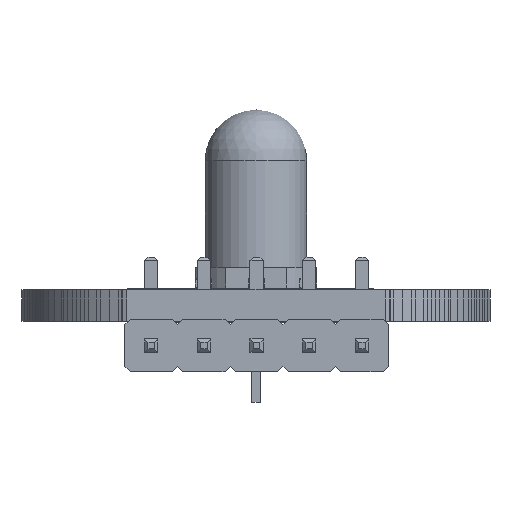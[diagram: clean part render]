
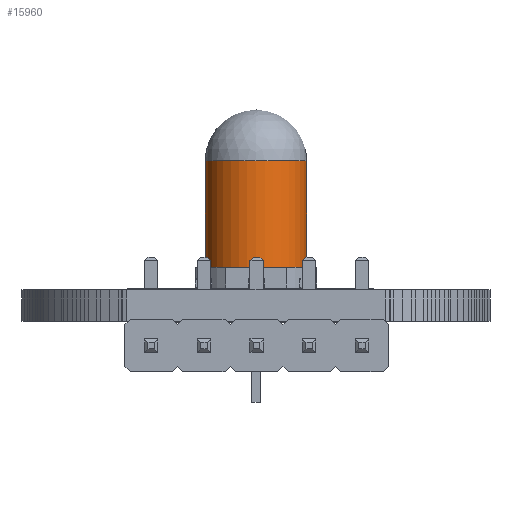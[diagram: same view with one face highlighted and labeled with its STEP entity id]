
A CAD part, front view. The second image highlights one B-rep face of the part: STEP entity #15960.
In plain terms, the highlighted cylindrical face has radius 2.45 mm (diameter 4.9 mm), a full revolution.
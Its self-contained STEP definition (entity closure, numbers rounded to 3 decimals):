
#237=CYLINDRICAL_SURFACE('',#16757,2.45);
#454=CIRCLE('',#16755,2.45);
#456=CIRCLE('',#16758,2.45);
#1023=FACE_OUTER_BOUND('',#1599,.T.);
#1599=EDGE_LOOP('',(#14603,#14604,#14605,#14606));
#3906=LINE('',#25712,#6224);
#6224=VECTOR('',#20522,2.45);
#8346=VERTEX_POINT('',#25705);
#8348=VERTEX_POINT('',#25710);
#10873=EDGE_CURVE('',#8346,#8346,#454,.T.);
#10875=EDGE_CURVE('',#8348,#8348,#456,.T.);
#10876=EDGE_CURVE('',#8348,#8346,#3906,.T.);
#14603=ORIENTED_EDGE('',*,*,#10875,.F.);
#14604=ORIENTED_EDGE('',*,*,#10876,.T.);
#14605=ORIENTED_EDGE('',*,*,#10873,.T.);
#14606=ORIENTED_EDGE('',*,*,#10876,.F.);
#15960=ADVANCED_FACE('',(#1023),#237,.T.);
#16755=AXIS2_PLACEMENT_3D('',#25706,#20514,#20515);
#16757=AXIS2_PLACEMENT_3D('',#25709,#20518,#20519);
#16758=AXIS2_PLACEMENT_3D('',#25711,#20520,#20521);
#20514=DIRECTION('center_axis',(0.,0.,
-1.));
#20515=DIRECTION('ref_axis',(1.,0.,0.));
#20518=DIRECTION('center_axis',(0.,0.,-1.));
#20519=DIRECTION('ref_axis',(1.,0.,0.));
#20520=DIRECTION('center_axis',(0.,0.,
-1.));
#20521=DIRECTION('ref_axis',(1.,0.,0.));
#20522=DIRECTION('',(0.,0.,1.));
#25705=CARTESIAN_POINT('',(-1.18,0.,9.15));
#25706=CARTESIAN_POINT('Origin',(1.27,0.,9.15));
#25709=CARTESIAN_POINT('Origin',(1.27,0.,9.15));
#25710=CARTESIAN_POINT('',(-1.18,0.,4.));
#25711=CARTESIAN_POINT('Origin',(1.27,0.,4.));
#25712=CARTESIAN_POINT('',(-1.18,0.,9.15));
